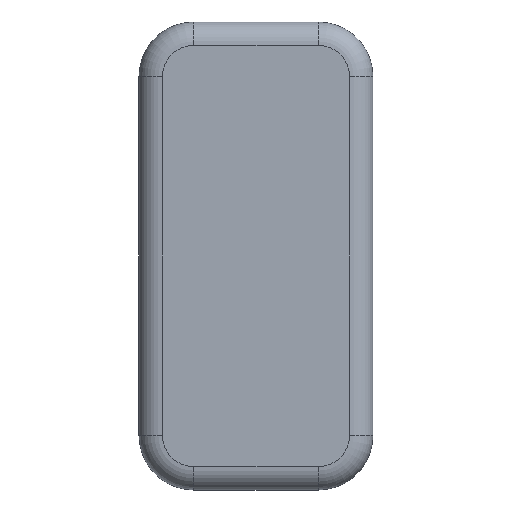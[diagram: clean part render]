
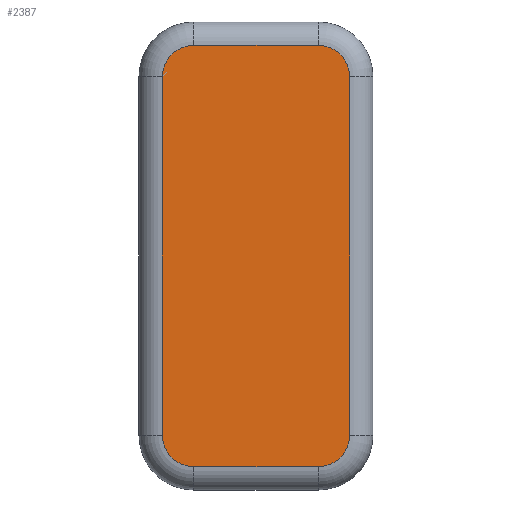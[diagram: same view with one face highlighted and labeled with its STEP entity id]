
A CAD part, left-side view. The second image highlights one B-rep face of the part: STEP entity #2387.
In plain terms, the highlighted planar face has unit normal (-1, 0, 0).
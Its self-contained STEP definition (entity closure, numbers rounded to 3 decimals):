
#7 = CIRCLE ( 'NONE', #2188, 2. ) ;
#11 = LINE ( 'NONE', #3243, #888 ) ;
#83 = DIRECTION ( 'NONE',  ( 0., 0., 1. ) ) ;
#152 = VERTEX_POINT ( 'NONE', #2364 ) ;
#157 = VERTEX_POINT ( 'NONE', #3485 ) ;
#401 = CARTESIAN_POINT ( 'NONE',  ( 0., -4.1, 11.5 ) ) ;
#417 = EDGE_CURVE ( 'NONE', #2741, #2836, #7, .T. ) ;
#500 = DIRECTION ( 'NONE',  ( 0., 0., -1. ) ) ;
#527 = AXIS2_PLACEMENT_3D ( 'NONE', #1762, #3257, #2333 ) ;
#691 = LINE ( 'NONE', #752, #3364 ) ;
#752 = CARTESIAN_POINT ( 'NONE',  ( 0., -4.1, 13.5 ) ) ;
#809 = ORIENTED_EDGE ( 'NONE', *, *, #417, .T. ) ;
#863 = ORIENTED_EDGE ( 'NONE', *, *, #3259, .T. ) ;
#870 = EDGE_CURVE ( 'NONE', #1098, #2741, #2934, .T. ) ;
#887 = CARTESIAN_POINT ( 'NONE',  ( 0., 5.9, 11.5 ) ) ;
#888 = VECTOR ( 'NONE', #3558, 1000. ) ;
#904 = EDGE_CURVE ( 'NONE', #152, #1098, #1020, .T. ) ;
#1020 = CIRCLE ( 'NONE', #527, 2. ) ;
#1021 = EDGE_CURVE ( 'NONE', #157, #3289, #1560, .T. ) ;
#1098 = VERTEX_POINT ( 'NONE', #3083 ) ;
#1149 = ORIENTED_EDGE ( 'NONE', *, *, #2098, .T. ) ;
#1163 = CARTESIAN_POINT ( 'NONE',  ( 0., -4.1, 11.5 ) ) ;
#1248 = AXIS2_PLACEMENT_3D ( 'NONE', #3281, #1719, #2926 ) ;
#1249 = ORIENTED_EDGE ( 'NONE', *, *, #904, .T. ) ;
#1255 = CARTESIAN_POINT ( 'NONE',  ( 0., -6.1, 11.5 ) ) ;
#1336 = DIRECTION ( 'NONE',  ( -1., 0., 0. ) ) ;
#1458 = VECTOR ( 'NONE', #83, 1000. ) ;
#1487 = AXIS2_PLACEMENT_3D ( 'NONE', #1163, #3189, #500 ) ;
#1503 = DIRECTION ( 'NONE',  ( 0., 0., -1. ) ) ;
#1560 = LINE ( 'NONE', #2502, #1458 ) ;
#1679 = ORIENTED_EDGE ( 'NONE', *, *, #3317, .T. ) ;
#1719 = DIRECTION ( 'NONE',  ( -1., 0., 0. ) ) ;
#1747 = AXIS2_PLACEMENT_3D ( 'NONE', #401, #2763, #2486 ) ;
#1762 = CARTESIAN_POINT ( 'NONE',  ( 0., 3.9, 11.5 ) ) ;
#2098 = EDGE_CURVE ( 'NONE', #3289, #2931, #2180, .T. ) ;
#2178 = DIRECTION ( 'NONE',  ( 0., 1., 0. ) ) ;
#2180 = CIRCLE ( 'NONE', #1487, 2. ) ;
#2188 = AXIS2_PLACEMENT_3D ( 'NONE', #2494, #1336, #3422 ) ;
#2202 = CARTESIAN_POINT ( 'NONE',  ( 0., -4.1, 13.5 ) ) ;
#2333 = DIRECTION ( 'NONE',  ( 0., 0., -1. ) ) ;
#2364 = CARTESIAN_POINT ( 'NONE',  ( 0., 3.9, 13.5 ) ) ;
#2387 = ADVANCED_FACE ( 'NONE', ( #2414 ), #3106, .F. ) ;
#2414 = FACE_OUTER_BOUND ( 'NONE', #2932, .T. ) ;
#2444 = CARTESIAN_POINT ( 'NONE',  ( 0., 5.9, -11.5 ) ) ;
#2486 = DIRECTION ( 'NONE',  ( 0., 0., -1. ) ) ;
#2494 = CARTESIAN_POINT ( 'NONE',  ( 0., 3.9, -11.5 ) ) ;
#2502 = CARTESIAN_POINT ( 'NONE',  ( 0., -6.1, 11.5 ) ) ;
#2522 = VECTOR ( 'NONE', #1503, 1000. ) ;
#2570 = CIRCLE ( 'NONE', #1248, 2. ) ;
#2591 = VERTEX_POINT ( 'NONE', #3567 ) ;
#2741 = VERTEX_POINT ( 'NONE', #2444 ) ;
#2763 = DIRECTION ( 'NONE',  ( 1., 0., 0. ) ) ;
#2836 = VERTEX_POINT ( 'NONE', #3404 ) ;
#2926 = DIRECTION ( 'NONE',  ( 0., 0., -1. ) ) ;
#2931 = VERTEX_POINT ( 'NONE', #2202 ) ;
#2932 = EDGE_LOOP ( 'NONE', ( #863, #2952, #1149, #1679, #1249, #3599, #809, #2997 ) ) ;
#2934 = LINE ( 'NONE', #887, #2522 ) ;
#2952 = ORIENTED_EDGE ( 'NONE', *, *, #1021, .T. ) ;
#2997 = ORIENTED_EDGE ( 'NONE', *, *, #3663, .T. ) ;
#3083 = CARTESIAN_POINT ( 'NONE',  ( 0., 5.9, 11.5 ) ) ;
#3106 = PLANE ( 'NONE',  #1747 ) ;
#3189 = DIRECTION ( 'NONE',  ( -1., 0., 0. ) ) ;
#3243 = CARTESIAN_POINT ( 'NONE',  ( 0., -4.1, -13.5 ) ) ;
#3257 = DIRECTION ( 'NONE',  ( -1., 0., 0. ) ) ;
#3259 = EDGE_CURVE ( 'NONE', #2591, #157, #2570, .T. ) ;
#3281 = CARTESIAN_POINT ( 'NONE',  ( 0., -4.1, -11.5 ) ) ;
#3289 = VERTEX_POINT ( 'NONE', #1255 ) ;
#3317 = EDGE_CURVE ( 'NONE', #2931, #152, #691, .T. ) ;
#3364 = VECTOR ( 'NONE', #2178, 1000. ) ;
#3404 = CARTESIAN_POINT ( 'NONE',  ( 0., 3.9, -13.5 ) ) ;
#3422 = DIRECTION ( 'NONE',  ( 0., 0., -1. ) ) ;
#3485 = CARTESIAN_POINT ( 'NONE',  ( 0., -6.1, -11.5 ) ) ;
#3558 = DIRECTION ( 'NONE',  ( 0., -1., 0. ) ) ;
#3567 = CARTESIAN_POINT ( 'NONE',  ( 0., -4.1, -13.5 ) ) ;
#3599 = ORIENTED_EDGE ( 'NONE', *, *, #870, .T. ) ;
#3663 = EDGE_CURVE ( 'NONE', #2836, #2591, #11, .T. ) ;
